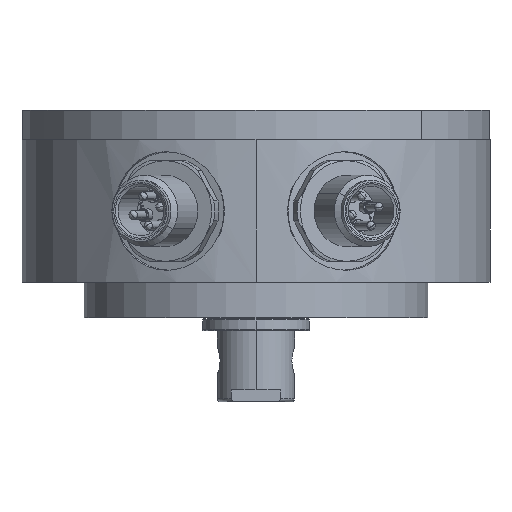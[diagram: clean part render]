
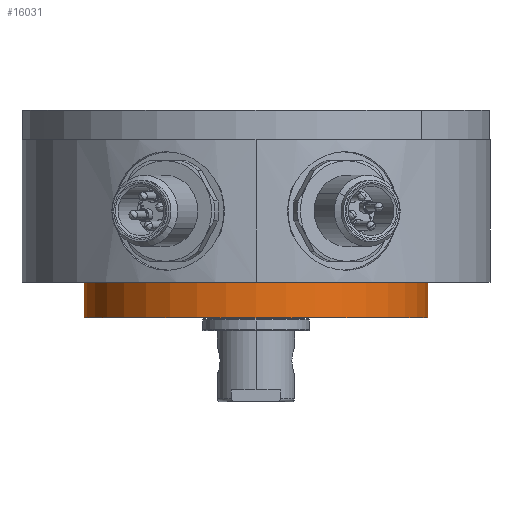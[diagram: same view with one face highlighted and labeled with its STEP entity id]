
A CAD part, front view. The second image highlights one B-rep face of the part: STEP entity #16031.
In plain terms, the highlighted cylindrical face has radius 29 mm (diameter 58 mm), a partial arc.
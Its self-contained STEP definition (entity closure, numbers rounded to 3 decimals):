
#103 = DIRECTION ( 'NONE',  ( 0., 0., -1. ) ) ;
#216 = CIRCLE ( 'NONE', #4896, 29. ) ;
#220 = DIRECTION ( 'NONE',  ( 0., 0., -1. ) ) ;
#1770 = DIRECTION ( 'NONE',  ( 0., 0., -1. ) ) ;
#1799 = ORIENTED_EDGE ( 'NONE', *, *, #21822, .F. ) ;
#1877 = DIRECTION ( 'NONE',  ( -1., 0., 0. ) ) ;
#2921 = CYLINDRICAL_SURFACE ( 'NONE', #5900, 29. ) ;
#3568 = LINE ( 'NONE', #20460, #10038 ) ;
#3776 = EDGE_CURVE ( 'NONE', #8445, #18277, #216, .T. ) ;
#3797 = CARTESIAN_POINT ( 'NONE',  ( 0., 0., 0. ) ) ;
#4896 = AXIS2_PLACEMENT_3D ( 'NONE', #3797, #220, #12872 ) ;
#5439 = CARTESIAN_POINT ( 'NONE',  ( 0., 0., 6. ) ) ;
#5862 = DIRECTION ( 'NONE',  ( 0., 0., -1. ) ) ;
#5900 = AXIS2_PLACEMENT_3D ( 'NONE', #5439, #7270, #1877 ) ;
#6196 = VECTOR ( 'NONE', #1770, 1000. ) ;
#7270 = DIRECTION ( 'NONE',  ( 0., 0., -1. ) ) ;
#7462 = CARTESIAN_POINT ( 'NONE',  ( 29., 0., 6. ) ) ;
#8445 = VERTEX_POINT ( 'NONE', #17695 ) ;
#9253 = CARTESIAN_POINT ( 'NONE',  ( 0., 0., 6. ) ) ;
#10038 = VECTOR ( 'NONE', #5862, 1000. ) ;
#10584 = VERTEX_POINT ( 'NONE', #16331 ) ;
#11417 = FACE_OUTER_BOUND ( 'NONE', #22827, .T. ) ;
#12872 = DIRECTION ( 'NONE',  ( -1., 0., 0. ) ) ;
#13364 = CIRCLE ( 'NONE', #14086, 29. ) ;
#14086 = AXIS2_PLACEMENT_3D ( 'NONE', #9253, #103, #22071 ) ;
#15059 = ORIENTED_EDGE ( 'NONE', *, *, #3776, .F. ) ;
#15265 = EDGE_CURVE ( 'NONE', #10584, #18277, #3568, .T. ) ;
#15465 = ORIENTED_EDGE ( 'NONE', *, *, #20959, .T. ) ;
#16031 = ADVANCED_FACE ( 'NONE', ( #11417 ), #2921, .T. ) ;
#16331 = CARTESIAN_POINT ( 'NONE',  ( -29., 0., 6. ) ) ;
#17581 = VERTEX_POINT ( 'NONE', #7462 ) ;
#17695 = CARTESIAN_POINT ( 'NONE',  ( 29., 0., 0. ) ) ;
#18277 = VERTEX_POINT ( 'NONE', #23169 ) ;
#19784 = CARTESIAN_POINT ( 'NONE',  ( 29., 0., 6. ) ) ;
#20411 = LINE ( 'NONE', #19784, #6196 ) ;
#20460 = CARTESIAN_POINT ( 'NONE',  ( -29., 0., 6. ) ) ;
#20598 = ORIENTED_EDGE ( 'NONE', *, *, #15265, .T. ) ;
#20959 = EDGE_CURVE ( 'NONE', #17581, #10584, #13364, .T. ) ;
#21822 = EDGE_CURVE ( 'NONE', #17581, #8445, #20411, .T. ) ;
#22071 = DIRECTION ( 'NONE',  ( -1., 0., 0. ) ) ;
#22827 = EDGE_LOOP ( 'NONE', ( #1799, #15465, #20598, #15059 ) ) ;
#23169 = CARTESIAN_POINT ( 'NONE',  ( -29., 0., 0. ) ) ;
